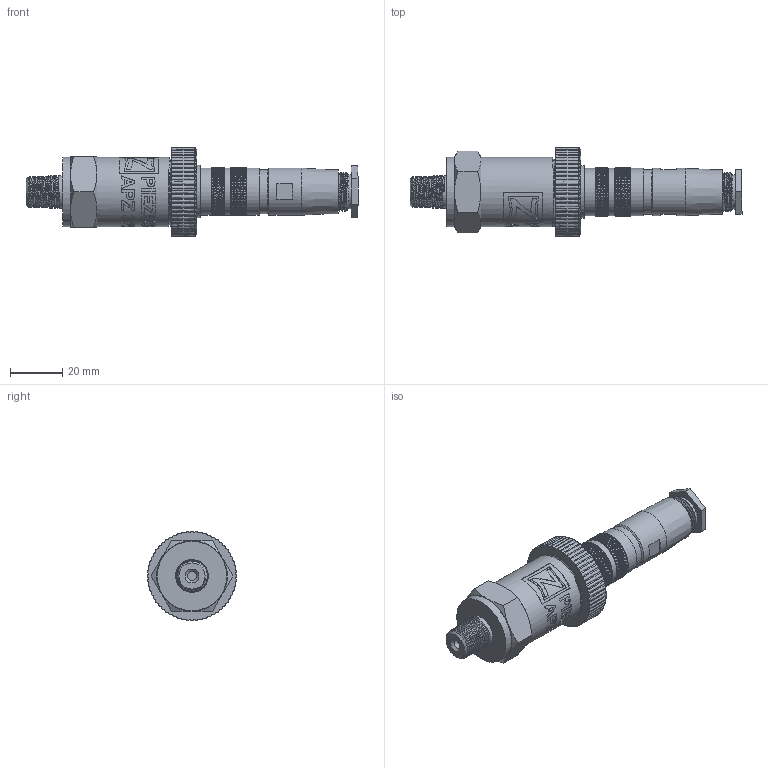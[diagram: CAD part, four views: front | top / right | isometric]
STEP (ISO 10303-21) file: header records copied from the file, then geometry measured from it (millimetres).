
FILE_DESCRIPTION(/* description */ (''),/* implementation_level */ '2;1');
FILE_NAME(/* name */ 'APZ3230_12_Binder723.step',/* time_stamp */ '2021-06-25T12:13:30+03:00',/* author */ (''),/* organization */ (''),/* preprocessor_version */ 'ST-DEVELOPER v18.1',/* originating_system */ 'Autodesk Translation Framework v10.9.0.1377',/* authorisation */ '');
FILE_SCHEMA (('AUTOMOTIVE_DESIGN { 1 0 10303 214 3 1 1 }'));
Products named in the file (7): АПЗ 3420 в.2; 1/4 NPT; OMAL nut M27x1.5 v8; Ш100.000.005 v4; Binder 723 assembly v4; Binder 723 female v10; Binder 723 male v8
Assembly tree (6 placements, depth 3):
  АПЗ 3420 в.2
    1/4 NPT
    OMAL nut M27x1.5 v8
    Ш100.000.005 v4
    Binder 723 assembly v4
      Binder 723 female v10
      Binder 723 male v8
Bounding box: 126.58 x 34 x 34 mm (x, y, z)
Volume: 46598 mm3; surface area: 20381.4 mm2
Topology: 7 solids, 7 shells, 3518 faces, 8916 edges, 5833 vertices
Faces by surface type: plane 2150, cylinder 606, bspline 448, cone 313, torus 1
Full cylindrical faces by diameter (mm): 1 x15, 1.5 x5, 3.3 x1, 10 x1, 11.8 x1, 12 x1, 13 x1, 13.5 x1, 13.741 x3, 14.884 x2, 15.044 x5, 15.2 x1, 15.908 x4, 16.8 x1, 17.044 x7, 17.283 x6, 17.6 x1, 17.908 x7, 18 x4, 18.124 x7, 18.161 x2, 20 x1, 21.4 x2, 22.3 x1, 22.4 x1, 24.5 x1, 25.132 x4, 25.526 x4, 26.5 x6, 27.208 x5
Entity records: 132240 total; most frequent: CARTESIAN_POINT 48282, ORIENTED_EDGE 17832, DIRECTION 17810, EDGE_CURVE 8916, AXIS2_PLACEMENT_3D 7676, VERTEX_POINT 5833, EDGE_LOOP 3945, ELLIPSE 3870
